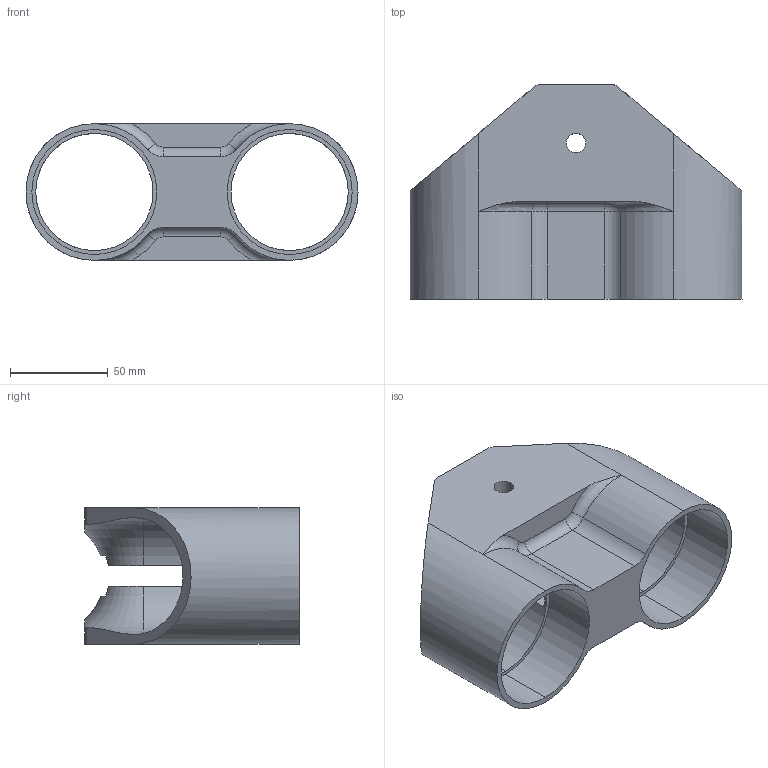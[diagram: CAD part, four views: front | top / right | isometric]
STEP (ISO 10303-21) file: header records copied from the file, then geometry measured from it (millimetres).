
FILE_DESCRIPTION (( 'STEP AP214' ), '1' );
FILE_NAME ('SUPPORT TUBES PROTO 1.STEP', '2020-02-04T10:43:03', ( '' ), ( '' ), 'SwSTEP 2.0', 'SolidWorks 2014', '' );
FILE_SCHEMA (( 'AUTOMOTIVE_DESIGN' ));
Length unit declared in the file: millimetre
Products named in the file (1): SUPPORT TUBES PROTO 1
Bounding box: 170 x 110 x 70 mm (x, y, z)
Volume: 334151.6 mm3; surface area: 84664.7 mm2
Topology: 1 solids, 1 shells, 66 faces, 176 edges, 112 vertices
Faces by surface type: cylinder 35, plane 21, torus 10
Entity records: 2292 total; most frequent: CARTESIAN_POINT 603, ORIENTED_EDGE 352, DIRECTION 352, EDGE_CURVE 176, AXIS2_PLACEMENT_3D 141, VERTEX_POINT 112, CIRCLE 74, EDGE_LOOP 74
